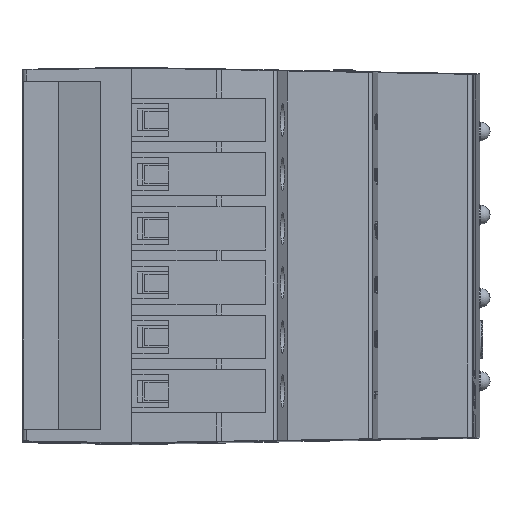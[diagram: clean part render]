
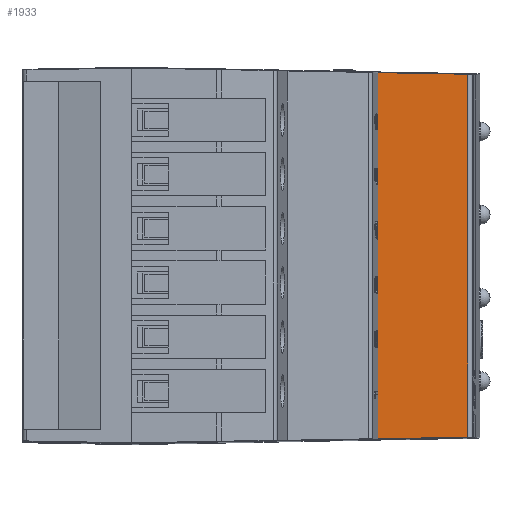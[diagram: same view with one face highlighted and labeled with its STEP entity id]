
A CAD part, top view. The second image highlights one B-rep face of the part: STEP entity #1933.
In plain terms, the highlighted face is planar.
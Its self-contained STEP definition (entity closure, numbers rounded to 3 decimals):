
#1933=ADVANCED_FACE('',(#4490),#4492,.T.);
#4490=FACE_BOUND('',#4491,.T.);
#4491=EDGE_LOOP('',(#84071,#84072,#84073,#84074));
#4492=PLANE('',#4493);
#4493=AXIS2_PLACEMENT_3D('',#4494,#4495,#4496);
#4494=CARTESIAN_POINT('',(12.5,-22.5,-26.));
#4495=DIRECTION('',(0.,-1.,0.));
#4496=DIRECTION('',(1.,0.,0.));
#84071=ORIENTED_EDGE('',*,*,#91655,.T.);
#84072=ORIENTED_EDGE('',*,*,#91656,.T.);
#84073=ORIENTED_EDGE('',*,*,#91657,.F.);
#84074=ORIENTED_EDGE('',*,*,#91552,.F.);
#91552=EDGE_CURVE('',#95466,#95468,#95469,.T.);
#91655=EDGE_CURVE('',#95466,#95673,#95674,.T.);
#91656=EDGE_CURVE('',#95673,#95675,#95676,.T.);
#91657=EDGE_CURVE('',#95468,#95675,#95677,.T.);
#95466=VERTEX_POINT('',#102212);
#95468=VERTEX_POINT('',#102217);
#95469=LINE('',#102218,#102219);
#95673=VERTEX_POINT('',#102629);
#95674=LINE('',#102630,#102631);
#95675=VERTEX_POINT('',#102633);
#95676=LINE('',#102634,#102635);
#95677=LINE('',#102637,#102638);
#102212=CARTESIAN_POINT('',(12.5,-22.5,-25.307));
#102217=CARTESIAN_POINT('',(12.5,-22.5,25.307));
#102218=CARTESIAN_POINT('',(12.5,-22.5,-25.307));
#102219=VECTOR('',#102220,1.);
#102220=DIRECTION('',(0.,0.,1.));
#102629=CARTESIAN_POINT('',(24.956,-22.5,-25.089));
#102630=CARTESIAN_POINT('',(12.5,-22.5,-25.307));
#102631=VECTOR('',#102632,1.);
#102632=DIRECTION('',(1.,0.,0.017));
#102633=CARTESIAN_POINT('',(24.956,-22.5,25.089));
#102634=CARTESIAN_POINT('',(24.956,-22.5,-25.089));
#102635=VECTOR('',#102636,1.);
#102636=DIRECTION('',(0.,0.,1.));
#102637=CARTESIAN_POINT('',(12.5,-22.5,25.307));
#102638=VECTOR('',#102639,1.);
#102639=DIRECTION('',(1.,0.,-0.017));
